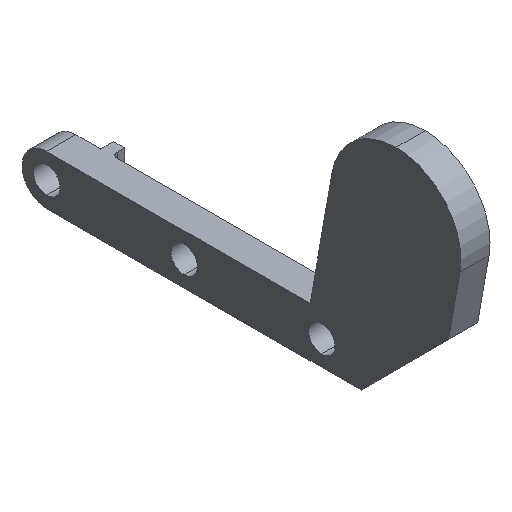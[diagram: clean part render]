
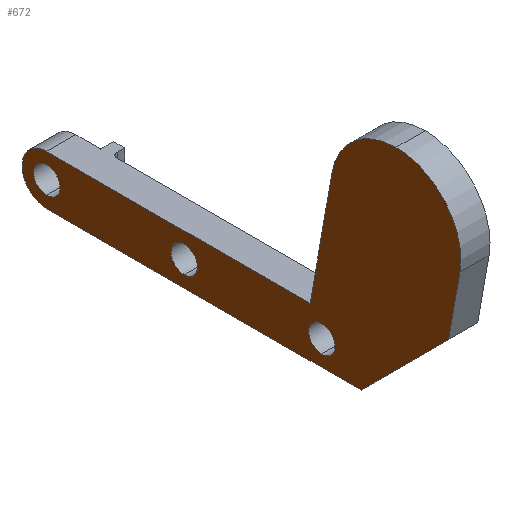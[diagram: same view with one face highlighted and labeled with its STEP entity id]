
A CAD part, isometric view. The second image highlights one B-rep face of the part: STEP entity #672.
In plain terms, the highlighted planar face has unit normal (-1, 0, 0).
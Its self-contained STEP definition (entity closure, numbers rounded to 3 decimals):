
#1 = VERTEX_POINT ( 'NONE', #595 ) ;
#16 = ORIENTED_EDGE ( 'NONE', *, *, #420, .T. ) ;
#21 = VERTEX_POINT ( 'NONE', #620 ) ;
#22 = AXIS2_PLACEMENT_3D ( 'NONE', #520, #232, #467 ) ;
#41 = LINE ( 'NONE', #299, #792 ) ;
#50 = CARTESIAN_POINT ( 'NONE',  ( -2.65, 38.5, -25.09 ) ) ;
#51 = CIRCLE ( 'NONE', #22, 2.4 ) ;
#58 = AXIS2_PLACEMENT_3D ( 'NONE', #747, #272, #263 ) ;
#66 = CIRCLE ( 'NONE', #759, 2.4 ) ;
#71 = CARTESIAN_POINT ( 'NONE',  ( -2.65, 63.5, -20.59 ) ) ;
#76 = FACE_OUTER_BOUND ( 'NONE', #707, .T. ) ;
#79 = CARTESIAN_POINT ( 'NONE',  ( -2.65, 13.5, -27.49 ) ) ;
#99 = CARTESIAN_POINT ( 'NONE',  ( -2.65, 13.5, -25.09 ) ) ;
#102 = EDGE_CURVE ( 'NONE', #745, #312, #41, .T. ) ;
#114 = CIRCLE ( 'NONE', #561, 11.8 ) ;
#122 = CARTESIAN_POINT ( 'NONE',  ( -2.65, 63.5, -27.49 ) ) ;
#125 = VERTEX_POINT ( 'NONE', #499 ) ;
#127 = DIRECTION ( 'NONE',  ( 1., 0., 0. ) ) ;
#128 = VERTEX_POINT ( 'NONE', #564 ) ;
#136 = ORIENTED_EDGE ( 'NONE', *, *, #336, .T. ) ;
#141 = FACE_BOUND ( 'NONE', #391, .T. ) ;
#143 = EDGE_LOOP ( 'NONE', ( #292, #468 ) ) ;
#156 = AXIS2_PLACEMENT_3D ( 'NONE', #215, #705, #464 ) ;
#157 = CARTESIAN_POINT ( 'NONE',  ( -2.65, 0., 0. ) ) ;
#158 = DIRECTION ( 'NONE',  ( 1., 0., 0. ) ) ;
#161 = CARTESIAN_POINT ( 'NONE',  ( -2.65, -9.572, -13.67 ) ) ;
#162 = CARTESIAN_POINT ( 'NONE',  ( -2.65, 0., -29.59 ) ) ;
#172 = DIRECTION ( 'NONE',  ( 1., 0., 0. ) ) ;
#181 = CARTESIAN_POINT ( 'NONE',  ( -2.65, 38.5, -22.69 ) ) ;
#182 = AXIS2_PLACEMENT_3D ( 'NONE', #497, #566, #454 ) ;
#189 = CARTESIAN_POINT ( 'NONE',  ( -2.65, -11.621, -2.049 ) ) ;
#193 = ORIENTED_EDGE ( 'NONE', *, *, #341, .T. ) ;
#195 = EDGE_CURVE ( 'NONE', #641, #128, #349, .T. ) ;
#199 = CIRCLE ( 'NONE', #278, 2.4 ) ;
#215 = CARTESIAN_POINT ( 'NONE',  ( -2.65, 0., 0. ) ) ;
#220 = VERTEX_POINT ( 'NONE', #692 ) ;
#223 = CARTESIAN_POINT ( 'NONE',  ( -2.65, 63.5, -25.09 ) ) ;
#232 = DIRECTION ( 'NONE',  ( 1., 0., 0. ) ) ;
#240 = LINE ( 'NONE', #487, #484 ) ;
#245 = LINE ( 'NONE', #189, #518 ) ;
#252 = VERTEX_POINT ( 'NONE', #356 ) ;
#263 = DIRECTION ( 'NONE',  ( 0., 0., -1. ) ) ;
#266 = FACE_BOUND ( 'NONE', #585, .T. ) ;
#268 = CIRCLE ( 'NONE', #719, 2.4 ) ;
#271 = FACE_BOUND ( 'NONE', #143, .T. ) ;
#272 = DIRECTION ( 'NONE',  ( -1., 0., 0. ) ) ;
#278 = AXIS2_PLACEMENT_3D ( 'NONE', #435, #127, #600 ) ;
#280 = EDGE_CURVE ( 'NONE', #125, #708, #268, .T. ) ;
#286 = VECTOR ( 'NONE', #664, 1000. ) ;
#292 = ORIENTED_EDGE ( 'NONE', *, *, #280, .T. ) ;
#295 = EDGE_CURVE ( 'NONE', #21, #220, #373, .T. ) ;
#299 = CARTESIAN_POINT ( 'NONE',  ( -2.65, 11.648, 2.03 ) ) ;
#306 = AXIS2_PLACEMENT_3D ( 'NONE', #385, #738, #509 ) ;
#308 = DIRECTION ( 'NONE',  ( 0., 0.174, -0.985 ) ) ;
#312 = VERTEX_POINT ( 'NONE', #722 ) ;
#322 = VECTOR ( 'NONE', #634, 1000. ) ;
#327 = ORIENTED_EDGE ( 'NONE', *, *, #779, .T. ) ;
#336 = EDGE_CURVE ( 'NONE', #439, #252, #784, .T. ) ;
#341 = EDGE_CURVE ( 'NONE', #623, #557, #51, .T. ) ;
#347 = DIRECTION ( 'NONE',  ( 0., -1., 0. ) ) ;
#349 = CIRCLE ( 'NONE', #58, 4.5 ) ;
#355 = DIRECTION ( 'NONE',  ( -1., 0., 0. ) ) ;
#356 = CARTESIAN_POINT ( 'NONE',  ( -2.65, 63.5, -22.69 ) ) ;
#368 = CARTESIAN_POINT ( 'NONE',  ( -2.65, -11.621, -11.621 ) ) ;
#373 = CIRCLE ( 'NONE', #156, 11.8 ) ;
#378 = AXIS2_PLACEMENT_3D ( 'NONE', #223, #172, #661 ) ;
#385 = CARTESIAN_POINT ( 'NONE',  ( -2.65, 63.5, -25.09 ) ) ;
#391 = EDGE_LOOP ( 'NONE', ( #610, #136 ) ) ;
#392 = LINE ( 'NONE', #746, #322 ) ;
#396 = ORIENTED_EDGE ( 'NONE', *, *, #102, .F. ) ;
#412 = DIRECTION ( 'NONE',  ( 0., 0., -1. ) ) ;
#420 = EDGE_CURVE ( 'NONE', #128, #689, #644, .T. ) ;
#433 = DIRECTION ( 'NONE',  ( 1., 0., 0. ) ) ;
#435 = CARTESIAN_POINT ( 'NONE',  ( -2.65, 13.5, -25.09 ) ) ;
#437 = LINE ( 'NONE', #368, #286 ) ;
#439 = VERTEX_POINT ( 'NONE', #122 ) ;
#440 = EDGE_CURVE ( 'NONE', #689, #772, #437, .T. ) ;
#445 = CARTESIAN_POINT ( 'NONE',  ( -2.65, 38.5, -27.49 ) ) ;
#450 = ORIENTED_EDGE ( 'NONE', *, *, #498, .F. ) ;
#454 = DIRECTION ( 'NONE',  ( 0., 0., -1. ) ) ;
#464 = DIRECTION ( 'NONE',  ( 0., 0., -1. ) ) ;
#467 = DIRECTION ( 'NONE',  ( 0., 0., -1. ) ) ;
#468 = ORIENTED_EDGE ( 'NONE', *, *, #538, .T. ) ;
#473 = ORIENTED_EDGE ( 'NONE', *, *, #556, .F. ) ;
#476 = EDGE_CURVE ( 'NONE', #557, #623, #66, .T. ) ;
#480 = DIRECTION ( 'NONE',  ( 0., -0.172, 0.985 ) ) ;
#484 = VECTOR ( 'NONE', #729, 1000. ) ;
#487 = CARTESIAN_POINT ( 'NONE',  ( -2.65, 11.621, 2.049 ) ) ;
#488 = VECTOR ( 'NONE', #347, 1000. ) ;
#497 = CARTESIAN_POINT ( 'NONE',  ( -2.65, 0., 0. ) ) ;
#498 = EDGE_CURVE ( 'NONE', #21, #772, #245, .T. ) ;
#499 = CARTESIAN_POINT ( 'NONE',  ( -2.65, 13.5, -22.69 ) ) ;
#509 = DIRECTION ( 'NONE',  ( 0., 0., -1. ) ) ;
#518 = VECTOR ( 'NONE', #308, 1000. ) ;
#519 = DIRECTION ( 'NONE',  ( 0., 0., -1. ) ) ;
#520 = CARTESIAN_POINT ( 'NONE',  ( -2.65, 38.5, -25.09 ) ) ;
#532 = ORIENTED_EDGE ( 'NONE', *, *, #295, .T. ) ;
#538 = EDGE_CURVE ( 'NONE', #708, #125, #199, .T. ) ;
#556 = EDGE_CURVE ( 'NONE', #312, #1, #240, .T. ) ;
#557 = VERTEX_POINT ( 'NONE', #181 ) ;
#561 = AXIS2_PLACEMENT_3D ( 'NONE', #157, #355, #519 ) ;
#564 = CARTESIAN_POINT ( 'NONE',  ( -2.65, 63.5, -29.59 ) ) ;
#566 = DIRECTION ( 'NONE',  ( 1., 0., 0. ) ) ;
#582 = CARTESIAN_POINT ( 'NONE',  ( -2.65, 15.59, -20.59 ) ) ;
#585 = EDGE_LOOP ( 'NONE', ( #741, #193 ) ) ;
#590 = ORIENTED_EDGE ( 'NONE', *, *, #195, .T. ) ;
#595 = CARTESIAN_POINT ( 'NONE',  ( -2.65, 11.621, 2.049 ) ) ;
#600 = DIRECTION ( 'NONE',  ( 0., 0., -1. ) ) ;
#610 = ORIENTED_EDGE ( 'NONE', *, *, #642, .T. ) ;
#620 = CARTESIAN_POINT ( 'NONE',  ( -2.65, -11.621, -2.049 ) ) ;
#623 = VERTEX_POINT ( 'NONE', #445 ) ;
#624 = CARTESIAN_POINT ( 'NONE',  ( -2.65, 6.349, -29.59 ) ) ;
#634 = DIRECTION ( 'NONE',  ( 0., -1., 0. ) ) ;
#641 = VERTEX_POINT ( 'NONE', #71 ) ;
#642 = EDGE_CURVE ( 'NONE', #252, #439, #647, .T. ) ;
#644 = LINE ( 'NONE', #162, #488 ) ;
#647 = CIRCLE ( 'NONE', #306, 2.4 ) ;
#649 = ORIENTED_EDGE ( 'NONE', *, *, #440, .T. ) ;
#661 = DIRECTION ( 'NONE',  ( 0., 0., -1. ) ) ;
#664 = DIRECTION ( 'NONE',  ( 0., -0.707, 0.707 ) ) ;
#672 = ADVANCED_FACE ( 'NONE', ( #76, #271, #266, #141 ), #680, .F. ) ;
#675 = DIRECTION ( 'NONE',  ( 0., 0., -1. ) ) ;
#680 = PLANE ( 'NONE',  #182 ) ;
#689 = VERTEX_POINT ( 'NONE', #624 ) ;
#692 = CARTESIAN_POINT ( 'NONE',  ( -2.65, 0., 11.8 ) ) ;
#697 = EDGE_CURVE ( 'NONE', #641, #745, #392, .T. ) ;
#705 = DIRECTION ( 'NONE',  ( -1., 0., 0. ) ) ;
#707 = EDGE_LOOP ( 'NONE', ( #532, #327, #473, #396, #760, #590, #16, #649, #450 ) ) ;
#708 = VERTEX_POINT ( 'NONE', #79 ) ;
#719 = AXIS2_PLACEMENT_3D ( 'NONE', #99, #158, #412 ) ;
#722 = CARTESIAN_POINT ( 'NONE',  ( -2.65, 13.67, -9.572 ) ) ;
#729 = DIRECTION ( 'NONE',  ( 0., -0.174, 0.985 ) ) ;
#738 = DIRECTION ( 'NONE',  ( 1., 0., 0. ) ) ;
#741 = ORIENTED_EDGE ( 'NONE', *, *, #476, .T. ) ;
#745 = VERTEX_POINT ( 'NONE', #582 ) ;
#746 = CARTESIAN_POINT ( 'NONE',  ( -2.65, 0., -20.59 ) ) ;
#747 = CARTESIAN_POINT ( 'NONE',  ( -2.65, 63.5, -25.09 ) ) ;
#759 = AXIS2_PLACEMENT_3D ( 'NONE', #50, #433, #675 ) ;
#760 = ORIENTED_EDGE ( 'NONE', *, *, #697, .F. ) ;
#772 = VERTEX_POINT ( 'NONE', #161 ) ;
#779 = EDGE_CURVE ( 'NONE', #220, #1, #114, .T. ) ;
#784 = CIRCLE ( 'NONE', #378, 2.4 ) ;
#792 = VECTOR ( 'NONE', #480, 1000. ) ;
